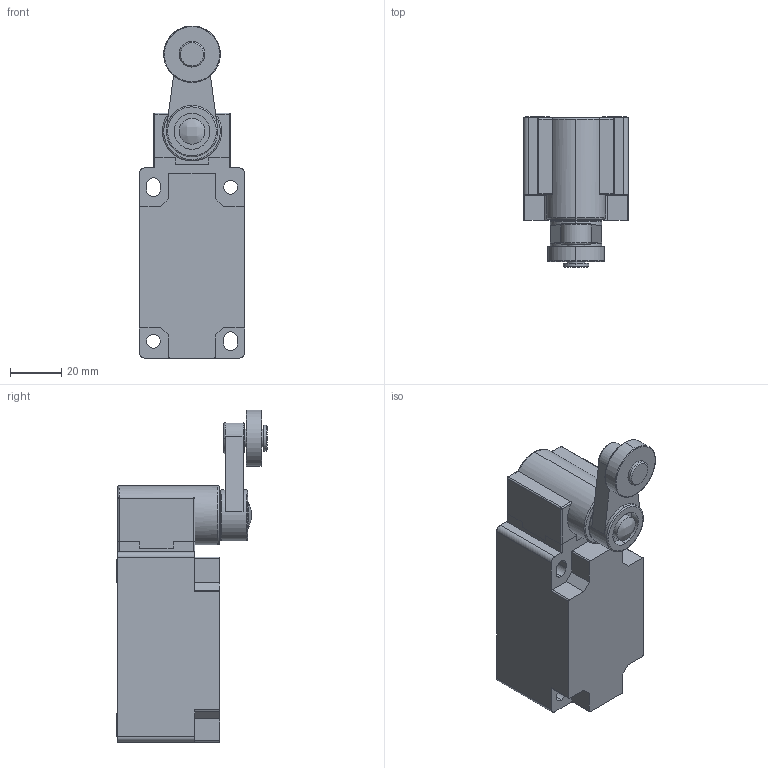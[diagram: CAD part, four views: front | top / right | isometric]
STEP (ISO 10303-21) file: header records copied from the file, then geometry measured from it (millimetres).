
FILE_DESCRIPTION (( 'STEP AP214' ), '1' );
FILE_NAME ('ABP1H41Z11.step', '2017-12-19T21:07:41', ( '' ), ( '' ), 'SwSTEP 2.0', 'SolidWorks 2017', '' );
FILE_SCHEMA (( 'AUTOMOTIVE_DESIGN' ));
Length unit declared in the file: inch
Products named in the file (1): ABP1H41Z11
Bounding box: 41 x 58.75 x 129.3 mm (x, y, z)
Volume: 141495.4 mm3; surface area: 27737.6 mm2
Topology: 5 solids, 5 shells, 193 faces, 492 edges, 319 vertices
Faces by surface type: plane 86, cylinder 81, bspline 22, cone 4
Entity records: 8746 total; most frequent: CARTESIAN_POINT 1420, DIRECTION 1019, ORIENTED_EDGE 978, EDGE_CURVE 489, AXIS2_PLACEMENT_3D 377, VERTEX_POINT 319, LINE 265, VECTOR 265
